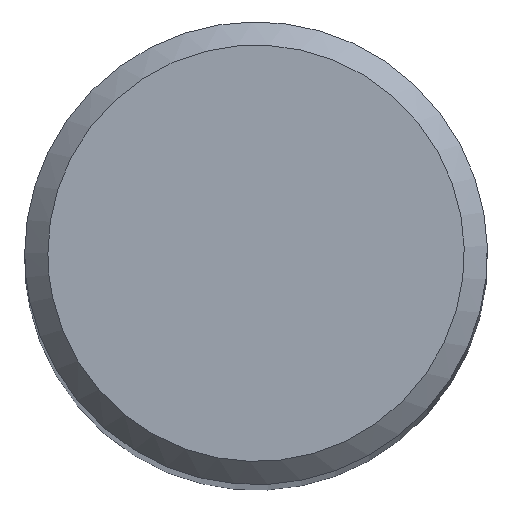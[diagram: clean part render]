
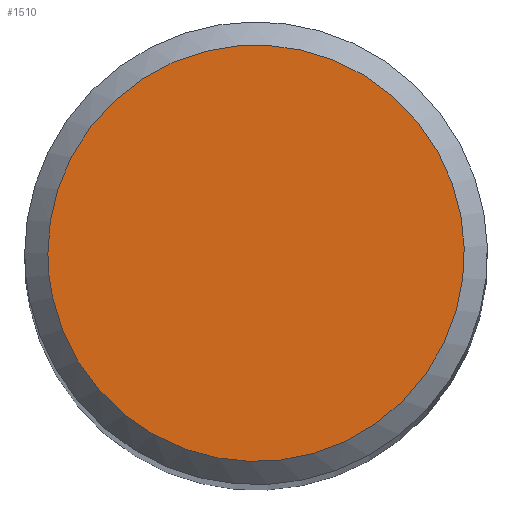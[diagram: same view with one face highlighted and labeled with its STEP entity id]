
A CAD part, top view. The second image highlights one B-rep face of the part: STEP entity #1510.
In plain terms, the highlighted free-form (B-spline) face has degree [1, 1] with [2, 2] control points.
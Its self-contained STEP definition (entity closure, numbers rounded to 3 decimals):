
#1000 = CARTESIAN_POINT ('', (-2.7, 0., 0.));
#1010 = VERTEX_POINT ('', #1000);
#1070 = CARTESIAN_POINT ('', (-2.7, 0., 0.));
#1080 = CARTESIAN_POINT ('', (-2.7, 2.7, 0.));
#1090 = CARTESIAN_POINT ('', (0., 2.7, 0.));
#1100 = CARTESIAN_POINT ('', (2.7, 2.7, 0.));
#1110 = CARTESIAN_POINT ('', (2.7, 0., 0.));
#1120 = CARTESIAN_POINT ('', (2.7, -2.7, 0.));
#1130 = CARTESIAN_POINT ('', (0., -2.7, 0.));
#1140 = CARTESIAN_POINT ('', (-2.7, -2.7, 0.));
#1150 = CARTESIAN_POINT ('', (-2.7, 0., 0.));
#1160 = (
   BOUNDED_CURVE ()
   B_SPLINE_CURVE (2, (#1070, #1080, #1090, #1100, #1110, #1120, #1130, #1140, #1150), .UNSPECIFIED., .T., .U.)
   B_SPLINE_CURVE_WITH_KNOTS ((3, 2, 2, 2, 3), (0., 0.25, 0.5, 0.75, 1.), .UNSPECIFIED.)
   CURVE ()
   GEOMETRIC_REPRESENTATION_ITEM ()
   RATIONAL_B_SPLINE_CURVE ((1., 0.707, 1., 0.707, 1., 0.707, 1., 0.707, 1.))
   REPRESENTATION_ITEM ('')
);
#1170 = EDGE_CURVE ('', #1010, #1010, #1160, .T.);
#1430 = ORIENTED_EDGE ('', *, *, #1170, .F.);
#1440 = EDGE_LOOP ('', (#1430));
#1450 = FACE_OUTER_BOUND ('', #1440, .T.);
#1460 = CARTESIAN_POINT ('', (2.7, -2.7, 0.));
#1470 = CARTESIAN_POINT ('', (-2.7, -2.7, 0.));
#1480 = CARTESIAN_POINT ('', (2.7, 2.7, 0.));
#1490 = CARTESIAN_POINT ('', (-2.7, 2.7, 0.));
#1500 = B_SPLINE_SURFACE_WITH_KNOTS ('', 1, 1, ((#1460, #1470), (#1480, #1490)), .UNSPECIFIED., .F., .F., .U., (2, 2), (2, 2), (0.045, 0.955), (0.045, 0.955), .UNSPECIFIED.);
#1510 = ADVANCED_FACE ('', (#1450), #1500, .T.);
